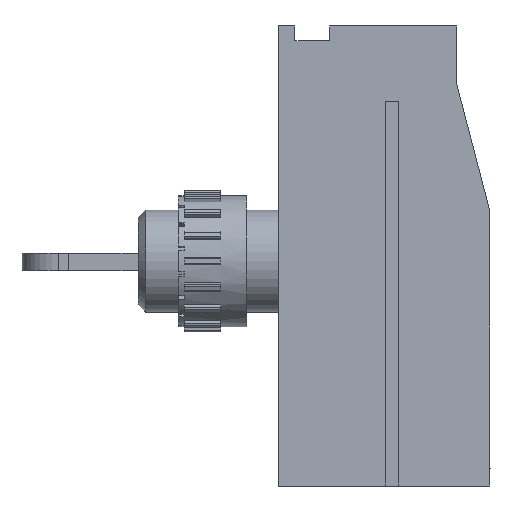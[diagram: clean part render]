
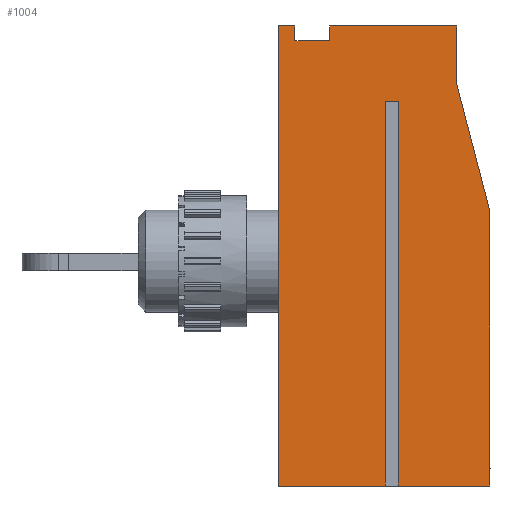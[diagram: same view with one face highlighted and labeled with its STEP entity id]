
A CAD part, left-side view. The second image highlights one B-rep face of the part: STEP entity #1004.
In plain terms, the highlighted planar face has unit normal (-1, 0, 0).
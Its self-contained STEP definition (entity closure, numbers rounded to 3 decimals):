
#1004 = ADVANCED_FACE( '', ( #2041 ), #2042, .F. );
#2041 = FACE_OUTER_BOUND( '', #3077, .T. );
#2042 = PLANE( '', #3078 );
#3077 = EDGE_LOOP( '', ( #6083, #6084, #6085, #6086, #6087, #6088, #6089, #6090, #6091, #6092, #6093, #6094, #6095, #6096, #6097, #6098 ) );
#3078 = AXIS2_PLACEMENT_3D( '', #6099, #6100, #6101 );
#6083 = ORIENTED_EDGE( '', *, *, #7337, .T. );
#6084 = ORIENTED_EDGE( '', *, *, #6206, .T. );
#6085 = ORIENTED_EDGE( '', *, *, #6948, .T. );
#6086 = ORIENTED_EDGE( '', *, *, #7254, .F. );
#6087 = ORIENTED_EDGE( '', *, *, #7338, .T. );
#6088 = ORIENTED_EDGE( '', *, *, #6928, .F. );
#6089 = ORIENTED_EDGE( '', *, *, #6927, .T. );
#6090 = ORIENTED_EDGE( '', *, *, #6504, .T. );
#6091 = ORIENTED_EDGE( '', *, *, #6353, .T. );
#6092 = ORIENTED_EDGE( '', *, *, #7349, .T. );
#6093 = ORIENTED_EDGE( '', *, *, #7092, .T. );
#6094 = ORIENTED_EDGE( '', *, *, #6162, .T. );
#6095 = ORIENTED_EDGE( '', *, *, #7225, .T. );
#6096 = ORIENTED_EDGE( '', *, *, #7222, .T. );
#6097 = ORIENTED_EDGE( '', *, *, #6875, .T. );
#6098 = ORIENTED_EDGE( '', *, *, #6543, .T. );
#6099 = CARTESIAN_POINT( '', ( -27.53, -2.224, -15.5 ) );
#6100 = DIRECTION( '', ( 1., 0., 0. ) );
#6101 = DIRECTION( '', ( 0., 0., 1. ) );
#6162 = EDGE_CURVE( '', #7361, #7359, #7362, .T. );
#6206 = EDGE_CURVE( '', #7435, #7439, #7441, .T. );
#6353 = EDGE_CURVE( '', #7695, #7699, #7701, .T. );
#6504 = EDGE_CURVE( '', #7959, #7695, #7960, .T. );
#6543 = EDGE_CURVE( '', #8026, #8024, #8027, .T. );
#6875 = EDGE_CURVE( '', #8527, #8026, #8528, .T. );
#6927 = EDGE_CURVE( '', #8602, #7959, #8603, .T. );
#6928 = EDGE_CURVE( '', #8602, #8604, #8605, .T. );
#6948 = EDGE_CURVE( '', #7439, #8634, #8636, .T. );
#7092 = EDGE_CURVE( '', #8824, #7361, #8825, .T. );
#7222 = EDGE_CURVE( '', #8978, #8527, #8979, .T. );
#7225 = EDGE_CURVE( '', #7359, #8978, #8982, .T. );
#7254 = EDGE_CURVE( '', #9012, #8634, #9014, .T. );
#7337 = EDGE_CURVE( '', #8024, #7435, #9102, .T. );
#7338 = EDGE_CURVE( '', #9012, #8604, #9103, .T. );
#7349 = EDGE_CURVE( '', #7699, #8824, #9114, .T. );
#7359 = VERTEX_POINT( '', #9124 );
#7361 = VERTEX_POINT( '', #9127 );
#7362 = LINE( '', #9128, #9129 );
#7435 = VERTEX_POINT( '', #9232 );
#7439 = VERTEX_POINT( '', #9238 );
#7441 = LINE( '', #9241, #9242 );
#7695 = VERTEX_POINT( '', #9578 );
#7699 = VERTEX_POINT( '', #9584 );
#7701 = LINE( '', #9587, #9588 );
#7959 = VERTEX_POINT( '', #9925 );
#7960 = LINE( '', #9926, #9927 );
#8024 = VERTEX_POINT( '', #10014 );
#8026 = VERTEX_POINT( '', #10017 );
#8027 = LINE( '', #10018, #10019 );
#8527 = VERTEX_POINT( '', #10724 );
#8528 = LINE( '', #10725, #10726 );
#8602 = VERTEX_POINT( '', #10834 );
#8603 = LINE( '', #10835, #10836 );
#8604 = VERTEX_POINT( '', #10837 );
#8605 = LINE( '', #10838, #10839 );
#8634 = VERTEX_POINT( '', #10881 );
#8636 = LINE( '', #10884, #10885 );
#8824 = VERTEX_POINT( '', #11143 );
#8825 = LINE( '', #11144, #11145 );
#8978 = VERTEX_POINT( '', #11352 );
#8979 = LINE( '', #11353, #11354 );
#8982 = LINE( '', #11358, #11359 );
#9012 = VERTEX_POINT( '', #11398 );
#9014 = LINE( '', #11401, #11402 );
#9102 = LINE( '', #11517, #11518 );
#9103 = LINE( '', #11519, #11520 );
#9114 = LINE( '', #11531, #11532 );
#9124 = CARTESIAN_POINT( '', ( -27.53, 10.676, 14.6 ) );
#9127 = CARTESIAN_POINT( '', ( -27.53, 8.276, 14.6 ) );
#9128 = CARTESIAN_POINT( '', ( -27.53, 10.676, 14.6 ) );
#9129 = VECTOR( '', #11541, 1000. );
#9232 = CARTESIAN_POINT( '', ( -27.53, 4.474, -16. ) );
#9238 = CARTESIAN_POINT( '', ( -27.53, 4.474, 10.4 ) );
#9241 = CARTESIAN_POINT( '', ( -27.53, 4.474, -18.1 ) );
#9242 = VECTOR( '', #11581, 1000. );
#9578 = CARTESIAN_POINT( '', ( -27.53, -0.424, 11.65 ) );
#9584 = CARTESIAN_POINT( '', ( -27.53, -0.424, 15.6 ) );
#9587 = CARTESIAN_POINT( '', ( -27.53, -0.424, 15.6 ) );
#9588 = VECTOR( '', #11763, 1000. );
#9925 = CARTESIAN_POINT( '', ( -27.53, -2.724, 2.852 ) );
#9926 = CARTESIAN_POINT( '', ( -27.53, -0.424, 11.65 ) );
#9927 = VECTOR( '', #11965, 1000. );
#10014 = CARTESIAN_POINT( '', ( -27.53, 10.676, -16. ) );
#10017 = CARTESIAN_POINT( '', ( -27.53, 11.776, -16. ) );
#10018 = CARTESIAN_POINT( '', ( -27.53, 10.676, -16. ) );
#10019 = VECTOR( '', #12008, 1000. );
#10724 = CARTESIAN_POINT( '', ( -27.53, 11.776, 15.6 ) );
#10725 = CARTESIAN_POINT( '', ( -27.53, 11.776, -16. ) );
#10726 = VECTOR( '', #12389, 1000. );
#10834 = CARTESIAN_POINT( '', ( -27.53, -2.724, -14.8 ) );
#10835 = CARTESIAN_POINT( '', ( -27.53, -2.724, 2.852 ) );
#10836 = VECTOR( '', #12433, 1000. );
#10837 = CARTESIAN_POINT( '', ( -27.53, -2.724, -16. ) );
#10838 = CARTESIAN_POINT( '', ( -27.53, -2.724, -16. ) );
#10839 = VECTOR( '', #12434, 1000. );
#10881 = CARTESIAN_POINT( '', ( -27.53, 3.576, 10.4 ) );
#10884 = CARTESIAN_POINT( '', ( -27.53, -1.224, 10.4 ) );
#10885 = VECTOR( '', #12455, 1000. );
#11143 = CARTESIAN_POINT( '', ( -27.53, 8.276, 15.6 ) );
#11144 = CARTESIAN_POINT( '', ( -27.53, 8.276, 14.6 ) );
#11145 = VECTOR( '', #12619, 1000. );
#11352 = CARTESIAN_POINT( '', ( -27.53, 10.676, 15.6 ) );
#11353 = CARTESIAN_POINT( '', ( -27.53, 11.776, 15.6 ) );
#11354 = VECTOR( '', #12758, 1000. );
#11358 = CARTESIAN_POINT( '', ( -27.53, 10.676, 15.6 ) );
#11359 = VECTOR( '', #12760, 1000. );
#11398 = CARTESIAN_POINT( '', ( -27.53, 3.576, -16. ) );
#11401 = CARTESIAN_POINT( '', ( -27.53, 3.576, -18.1 ) );
#11402 = VECTOR( '', #12780, 1000. );
#11517 = CARTESIAN_POINT( '', ( -27.53, 10.676, -16. ) );
#11518 = VECTOR( '', #12847, 1000. );
#11519 = CARTESIAN_POINT( '', ( -27.53, 10.676, -16. ) );
#11520 = VECTOR( '', #12848, 1000. );
#11531 = CARTESIAN_POINT( '', ( -27.53, 8.276, 15.6 ) );
#11532 = VECTOR( '', #12849, 1000. );
#11541 = DIRECTION( '', ( 0., 1., 0. ) );
#11581 = DIRECTION( '', ( 0., 0., 1. ) );
#11763 = DIRECTION( '', ( 0., 0., 1. ) );
#11965 = DIRECTION( '', ( 0., 0.253, 0.967 ) );
#12008 = DIRECTION( '', ( 0., -1., 0. ) );
#12389 = DIRECTION( '', ( 0., 0., -1. ) );
#12433 = DIRECTION( '', ( 0., 0., 1. ) );
#12434 = DIRECTION( '', ( 0., 0., -1. ) );
#12455 = DIRECTION( '', ( 0., -1., 0. ) );
#12619 = DIRECTION( '', ( 0., 0., -1. ) );
#12758 = DIRECTION( '', ( 0., 1., 0. ) );
#12760 = DIRECTION( '', ( 0., 0., 1. ) );
#12780 = DIRECTION( '', ( 0., 0., 1. ) );
#12847 = DIRECTION( '', ( 0., -1., 0. ) );
#12848 = DIRECTION( '', ( 0., -1., 0. ) );
#12849 = DIRECTION( '', ( 0., 1., 0. ) );
